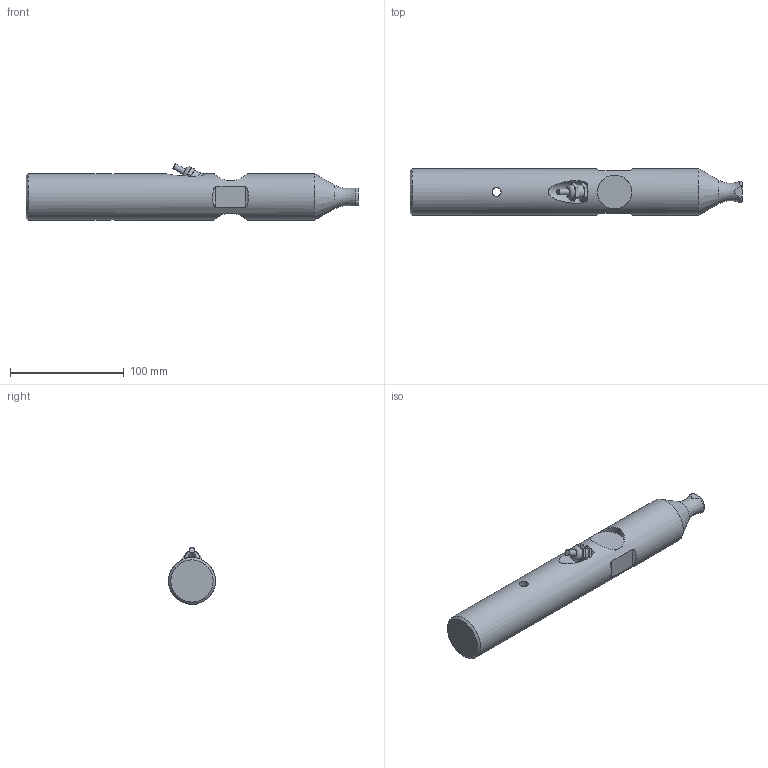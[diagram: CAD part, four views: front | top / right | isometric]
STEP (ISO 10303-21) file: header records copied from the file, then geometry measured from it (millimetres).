
FILE_DESCRIPTION(/* description */ (''),/* implementation_level */ '2;1');
FILE_NAME(/* name */ '563WS-2500lb v2.step',/* time_stamp */ '2020-02-05T13:31:47-08:00',/* author */ (''),/* organization */ (''),/* preprocessor_version */ 'ST-DEVELOPER v18',/* originating_system */ 'Autodesk Translation Framework v8.12.0.6',/* authorisation */ '');
FILE_SCHEMA (('AUTOMOTIVE_DESIGN { 1 0 10303 214 3 1 1 }'));
Length unit declared in the file: inch
Products named in the file (2): 563WS-2500lb; Connector
Assembly tree (1 placements, depth 2):
  563WS-2500lb
    Connector
Bounding box: 292.1 x 41.15 x 49.89 mm (x, y, z)
Volume: 343703.5 mm3; surface area: 41122.2 mm2
Topology: 2 solids, 2 shells, 124 faces, 313 edges, 200 vertices
Faces by surface type: cylinder 85, plane 29, cone 4, bspline 3, torus 3
Full cylindrical faces by diameter (mm): 2.769 x31, 3.505 x34, 5.1 x1, 7.874 x1, 10 x1, 12 x2, 13 x1, 41.148 x1
Entity records: 6901 total; most frequent: CARTESIAN_POINT 4127, ORIENTED_EDGE 622, DIRECTION 461, EDGE_CURVE 311, VERTEX_POINT 200, AXIS2_PLACEMENT_3D 165, B_SPLINE_CURVE_WITH_KNOTS 139, EDGE_LOOP 135
